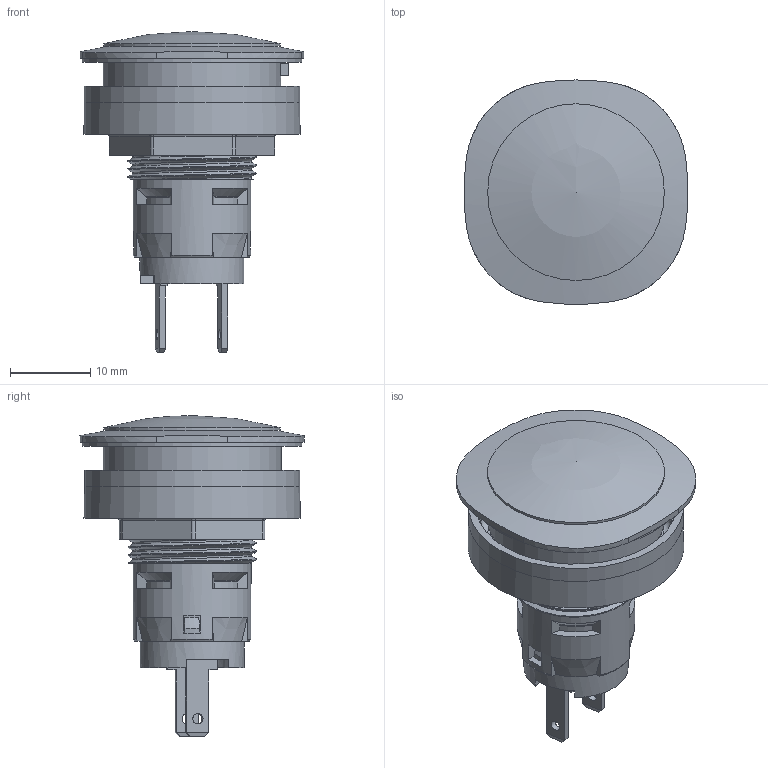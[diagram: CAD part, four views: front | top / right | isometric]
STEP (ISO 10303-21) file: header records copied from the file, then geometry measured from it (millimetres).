
FILE_DESCRIPTION(/* description */ (''),/* implementation_level */ '2;1');
FILE_NAME(/* name */ 'RQJL4_ipt.stp',/* time_stamp */ '2016-12-08T10:00:18+01:00',/* author */ ('thagel'),/* organization */ (''),/* preprocessor_version */ 'ST-DEVELOPER v16.1',/* originating_system */ 'Autodesk Inventor 2016',/* authorisation */ '');
FILE_SCHEMA (('AUTOMOTIVE_DESIGN { 1 0 10303 214 3 1 1 }'));
Length unit declared in the file: centimetre
Products named in the file (1): RQJL4
Bounding box: 27.93 x 27.96 x 40.04 mm (x, y, z)
Volume: 8377.2 mm3; surface area: 6909.8 mm2
Topology: 1 solids, 4 shells, 276 faces, 750 edges, 487 vertices
Faces by surface type: plane 160, cylinder 67, cone 23, torus 21, bspline 3, sphere 2
Full cylindrical faces by diameter (mm): 1.3 x2, 11.783 x2, 11.8 x1, 12 x1, 12.1 x2, 13 x1, 14.7 x1, 16 x2, 16.5 x1, 19.7 x1, 20.05 x1, 22.05 x1, 22.2 x1, 25 x1, 26.86 x1, 27.4 x1
Entity records: 10794 total; most frequent: CARTESIAN_POINT 4064, DIRECTION 1398, ORIENTED_EDGE 1378, EDGE_CURVE 687, AXIS2_PLACEMENT_3D 511, VERTEX_POINT 463, LINE 376, VECTOR 376
